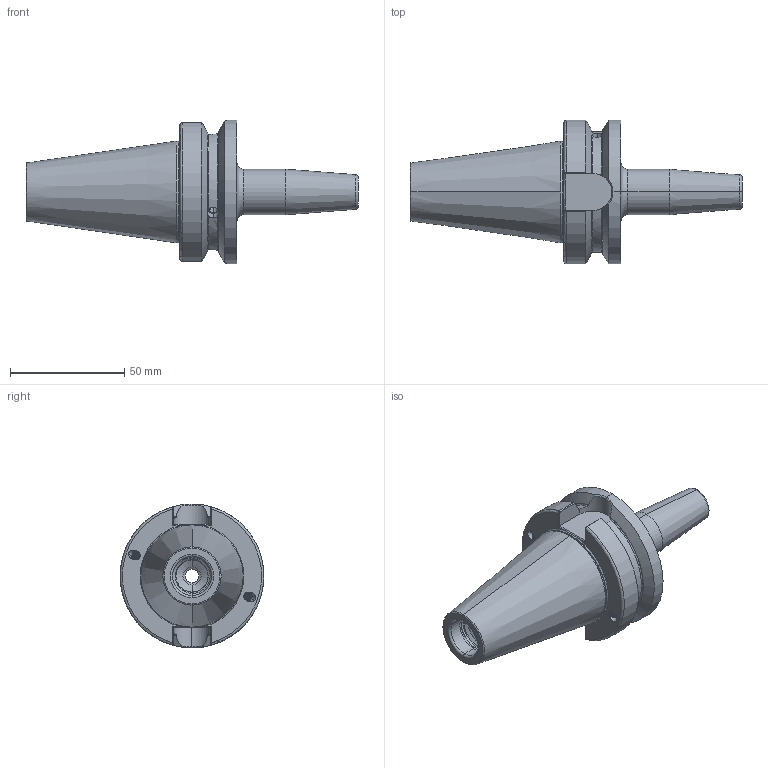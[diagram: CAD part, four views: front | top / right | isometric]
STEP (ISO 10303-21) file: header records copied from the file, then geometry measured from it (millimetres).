
FILE_DESCRIPTION (( 'STEP AP203' ), '1' );
FILE_NAME ('406.70.05.STEP', '2016-11-22T07:48:09', ( '' ), ( '' ), 'SwSTEP 2.0', 'SolidWorks 2012', '' );
FILE_SCHEMA (( 'CONFIG_CONTROL_DESIGN' ));
Length unit declared in the file: millimetre
Products named in the file (1): 406.70.05
Bounding box: 145.4 x 63 x 63 mm (x, y, z)
Volume: 130008.6 mm3; surface area: 28385.2 mm2
Topology: 1 solids, 1 shells, 186 faces, 484 edges, 301 vertices
Faces by surface type: cylinder 89, plane 34, torus 28, cone 21, bspline 14
Entity records: 11385 total; most frequent: CARTESIAN_POINT 7215, ORIENTED_EDGE 968, DIRECTION 751, EDGE_CURVE 484, VERTEX_POINT 301, AXIS2_PLACEMENT_3D 300, EDGE_LOOP 197, ADVANCED_FACE 186
